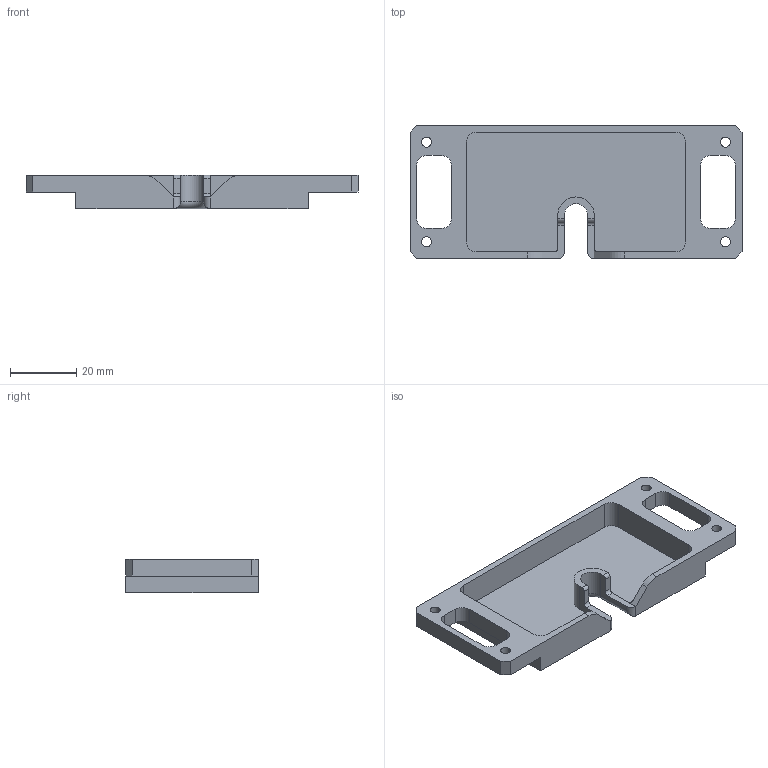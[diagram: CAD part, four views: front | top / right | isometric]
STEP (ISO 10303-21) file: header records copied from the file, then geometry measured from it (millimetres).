
FILE_DESCRIPTION (( 'STEP AP214' ), '1' );
FILE_NAME ('body_structure_back.STEP', '2020-05-14T06:46:08', ( '' ), ( '' ), 'SwSTEP 2.0', 'SolidWorks 2017', '' );
FILE_SCHEMA (( 'AUTOMOTIVE_DESIGN' ));
Length unit declared in the file: millimetre
Products named in the file (1): body_structure_back
Bounding box: 100 x 40 x 10 mm (x, y, z)
Volume: 11375.4 mm3; surface area: 11925.6 mm2
Topology: 1 solids, 1 shells, 75 faces, 211 edges, 138 vertices
Faces by surface type: plane 40, cylinder 34, torus 1
Entity records: 2482 total; most frequent: CARTESIAN_POINT 437, DIRECTION 422, ORIENTED_EDGE 422, EDGE_CURVE 211, LINE 144, VECTOR 144, AXIS2_PLACEMENT_3D 139, VERTEX_POINT 138
